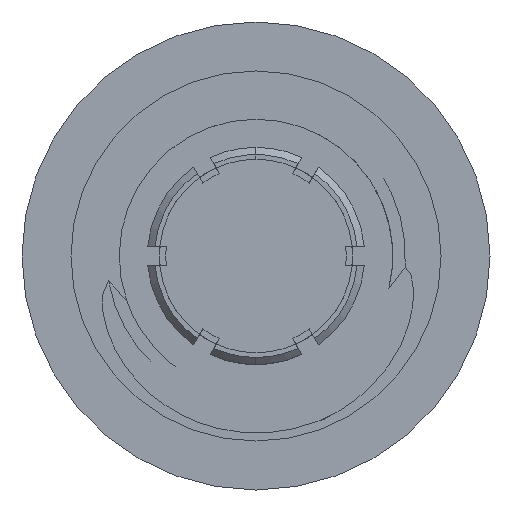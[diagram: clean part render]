
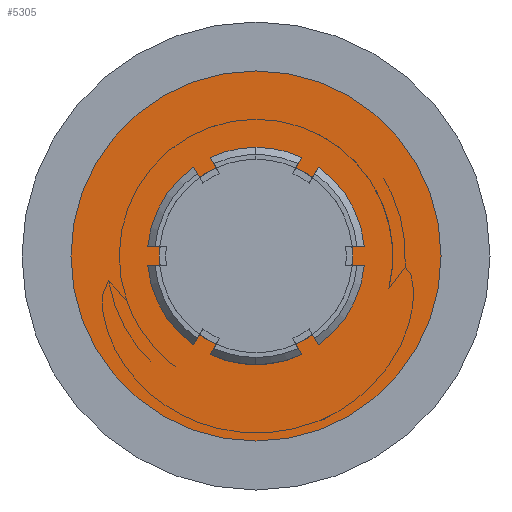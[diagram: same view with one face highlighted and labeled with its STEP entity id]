
A CAD part, left-side view. The second image highlights one B-rep face of the part: STEP entity #5305.
In plain terms, the highlighted face is planar.
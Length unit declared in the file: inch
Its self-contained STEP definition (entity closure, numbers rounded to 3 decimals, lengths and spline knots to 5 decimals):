
#51 = CIRCLE ( 'NONE', #4087, 0.0775 ) ;
#179 = CIRCLE ( 'NONE', #4679, 0.0775 ) ;
#759 = DIRECTION ( 'NONE',  ( 1., 0., 0. ) ) ;
#1003 = ORIENTED_EDGE ( 'NONE', *, *, #1520, .T. ) ;
#1154 = ORIENTED_EDGE ( 'NONE', *, *, #5224, .T. ) ;
#1520 = EDGE_CURVE ( 'NONE', #5758, #5724, #51, .T. ) ;
#1914 = VERTEX_POINT ( 'NONE', #2351 ) ;
#2110 = DIRECTION ( 'NONE',  ( 0., 0., 1. ) ) ;
#2242 = PLANE ( 'NONE',  #6972 ) ;
#2277 = FACE_BOUND ( 'NONE', #3332, .T. ) ;
#2351 = CARTESIAN_POINT ( 'NONE',  ( -0.0405, 0., -0.087 ) ) ;
#2575 = DIRECTION ( 'NONE',  ( 0., 0., 1. ) ) ;
#2714 = CARTESIAN_POINT ( 'NONE',  ( 0., 0., -0.087 ) ) ;
#2862 = FACE_OUTER_BOUND ( 'NONE', #2909, .T. ) ;
#2909 = EDGE_LOOP ( 'NONE', ( #1003, #1154 ) ) ;
#3045 = CARTESIAN_POINT ( 'NONE',  ( 0., 0., -0.087 ) ) ;
#3226 = CIRCLE ( 'NONE', #3903, 0.0405 ) ;
#3332 = EDGE_LOOP ( 'NONE', ( #5973, #5328 ) ) ;
#3407 = DIRECTION ( 'NONE',  ( -1., 0., 0. ) ) ;
#3899 = CARTESIAN_POINT ( 'NONE',  ( 0.0775, 0., -0.087 ) ) ;
#3903 = AXIS2_PLACEMENT_3D ( 'NONE', #3045, #4738, #759 ) ;
#4087 = AXIS2_PLACEMENT_3D ( 'NONE', #2714, #2110, #6558 ) ;
#4256 = AXIS2_PLACEMENT_3D ( 'NONE', #4769, #5883, #5345 ) ;
#4291 = VERTEX_POINT ( 'NONE', #6233 ) ;
#4369 = CIRCLE ( 'NONE', #4256, 0.0405 ) ;
#4405 = CARTESIAN_POINT ( 'NONE',  ( -0.0775, 0., -0.087 ) ) ;
#4448 = DIRECTION ( 'NONE',  ( 0., 0., -1. ) ) ;
#4679 = AXIS2_PLACEMENT_3D ( 'NONE', #4910, #2575, #7100 ) ;
#4738 = DIRECTION ( 'NONE',  ( 0., 0., 1. ) ) ;
#4769 = CARTESIAN_POINT ( 'NONE',  ( 0., 0., -0.087 ) ) ;
#4910 = CARTESIAN_POINT ( 'NONE',  ( 0., 0., -0.087 ) ) ;
#5224 = EDGE_CURVE ( 'NONE', #5724, #5758, #179, .T. ) ;
#5305 = ADVANCED_FACE ( 'NONE', ( #2277, #2862 ), #2242, .F. ) ;
#5328 = ORIENTED_EDGE ( 'NONE', *, *, #6875, .F. ) ;
#5345 = DIRECTION ( 'NONE',  ( 1., 0., 0. ) ) ;
#5724 = VERTEX_POINT ( 'NONE', #4405 ) ;
#5758 = VERTEX_POINT ( 'NONE', #3899 ) ;
#5883 = DIRECTION ( 'NONE',  ( 0., 0., 1. ) ) ;
#5973 = ORIENTED_EDGE ( 'NONE', *, *, #7022, .F. ) ;
#6053 = CARTESIAN_POINT ( 'NONE',  ( 0., 0.07173, -0.087 ) ) ;
#6233 = CARTESIAN_POINT ( 'NONE',  ( 0.0405, 0., -0.087 ) ) ;
#6558 = DIRECTION ( 'NONE',  ( 1., 0., 0. ) ) ;
#6875 = EDGE_CURVE ( 'NONE', #4291, #1914, #3226, .T. ) ;
#6972 = AXIS2_PLACEMENT_3D ( 'NONE', #6053, #4448, #3407 ) ;
#7022 = EDGE_CURVE ( 'NONE', #1914, #4291, #4369, .T. ) ;
#7100 = DIRECTION ( 'NONE',  ( 1., 0., 0. ) ) ;
